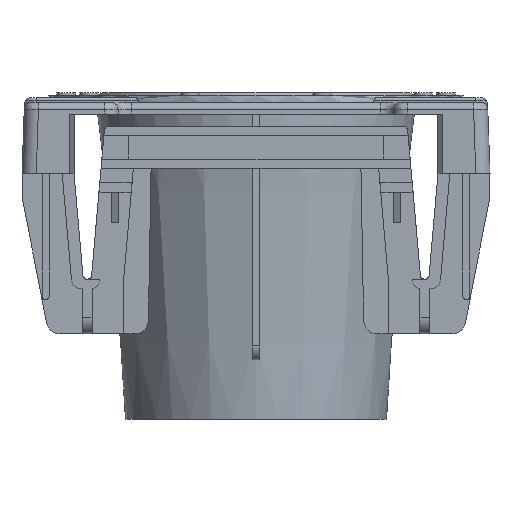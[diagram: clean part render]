
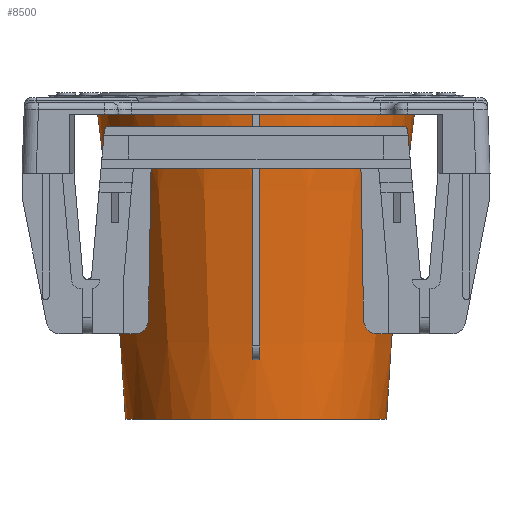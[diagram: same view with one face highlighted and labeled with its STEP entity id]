
A CAD part, left-side view. The second image highlights one B-rep face of the part: STEP entity #8500.
In plain terms, the highlighted conical face has half-angle 5.2 degrees and reference radius 33.8 mm.
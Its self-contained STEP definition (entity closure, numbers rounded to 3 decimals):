
#839=FACE_OUTER_BOUND('',#1329,.T.);
#1329=EDGE_LOOP('',(#6756,#6757,#6758,#6759,#6760,#6761,#6762,#6763,#6764));
#1928=LINE('',#13668,#2846);
#1929=LINE('',#13669,#2847);
#1930=LINE('',#13670,#2848);
#2846=VECTOR('',#10451,33.8);
#2847=VECTOR('',#10452,10.);
#2848=VECTOR('',#10453,10.);
#3529=CIRCLE('',#8991,33.481);
#3530=CIRCLE('',#8992,33.481);
#3597=CIRCLE('',#9140,27.612);
#3902=VERTEX_POINT('',#13095);
#3903=VERTEX_POINT('',#13096);
#3956=VERTEX_POINT('',#13217);
#3961=VERTEX_POINT('',#13230);
#4068=VERTEX_POINT('',#13666);
#4872=EDGE_CURVE('',#3956,#3902,#3529,.T.);
#4873=EDGE_CURVE('',#3902,#3956,#3530,.T.);
#5056=EDGE_CURVE('',#4068,#4068,#3597,.T.);
#5057=EDGE_CURVE('',#4068,#3961,#1928,.T.);
#5058=EDGE_CURVE('',#3956,#3961,#1929,.T.);
#5059=EDGE_CURVE('',#3902,#3903,#1930,.T.);
#6756=ORIENTED_EDGE('',*,*,#5056,.T.);
#6757=ORIENTED_EDGE('',*,*,#5057,.T.);
#6758=ORIENTED_EDGE('',*,*,#5058,.F.);
#6759=ORIENTED_EDGE('',*,*,#4873,.F.);
#6760=ORIENTED_EDGE('',*,*,#5059,.T.);
#6761=ORIENTED_EDGE('',*,*,#5059,.F.);
#6762=ORIENTED_EDGE('',*,*,#4872,.F.);
#6763=ORIENTED_EDGE('',*,*,#5058,.T.);
#6764=ORIENTED_EDGE('',*,*,#5057,.F.);
#8301=CONICAL_SURFACE('',#9139,33.8,0.091);
#8500=ADVANCED_FACE('',(#839),#8301,.T.);
#8991=AXIS2_PLACEMENT_3D('',#13218,#10071,#10072);
#8992=AXIS2_PLACEMENT_3D('',#13219,#10073,#10074);
#9139=AXIS2_PLACEMENT_3D('',#13665,#10447,#10448);
#9140=AXIS2_PLACEMENT_3D('',#13667,#10449,#10450);
#10071=DIRECTION('center_axis',(0.,0.,1.));
#10072=DIRECTION('ref_axis',(-1.,0.,0.));
#10073=DIRECTION('center_axis',(0.,0.,1.));
#10074=DIRECTION('ref_axis',(-1.,0.,0.));
#10447=DIRECTION('center_axis',(0.,0.,1.));
#10448=DIRECTION('ref_axis',(-1.,0.,0.));
#10449=DIRECTION('center_axis',(0.,0.,1.));
#10450=DIRECTION('ref_axis',(-1.,0.,0.));
#10451=DIRECTION('',(0.091,0.,0.996));
#10452=DIRECTION('',(-0.091,0.,-0.996));
#10453=DIRECTION('',(0.091,0.,-0.996));
#13095=CARTESIAN_POINT('',(-33.481,0.,0.));
#13096=CARTESIAN_POINT('',(-28.749,0.,-52.));
#13217=CARTESIAN_POINT('',(33.481,0.,0.));
#13218=CARTESIAN_POINT('Origin',(0.,0.,0.));
#13219=CARTESIAN_POINT('Origin',(0.,0.,0.));
#13230=CARTESIAN_POINT('',(28.749,0.,-52.));
#13665=CARTESIAN_POINT('Origin',(0.,0.,3.5));
#13666=CARTESIAN_POINT('',(27.612,0.,-64.5));
#13667=CARTESIAN_POINT('Origin',(0.,0.,-64.5));
#13668=CARTESIAN_POINT('',(33.8,0.,3.5));
#13669=CARTESIAN_POINT('',(33.8,0.,3.5));
#13670=CARTESIAN_POINT('',(-33.8,0.,3.5));
